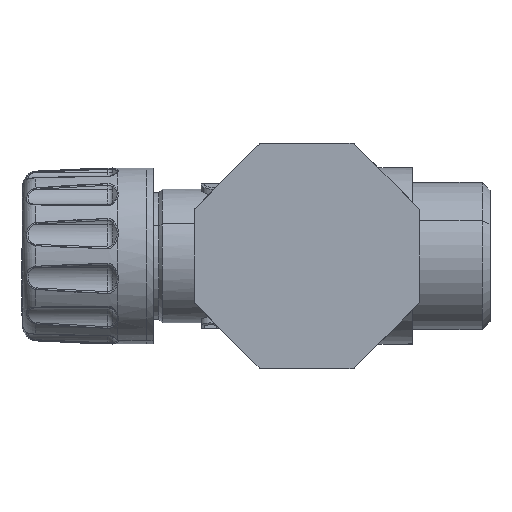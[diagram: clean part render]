
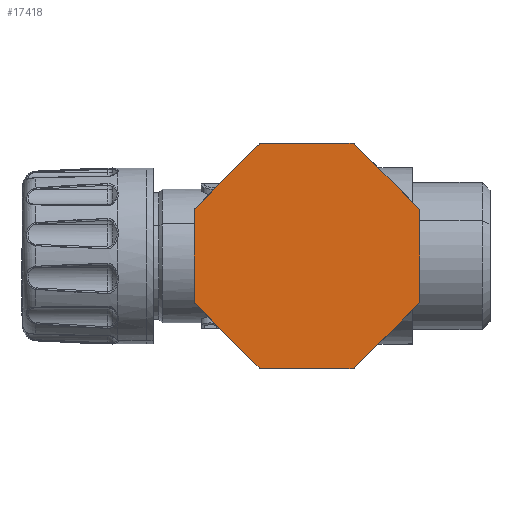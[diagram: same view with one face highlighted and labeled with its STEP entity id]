
A CAD part, left-side view. The second image highlights one B-rep face of the part: STEP entity #17418.
In plain terms, the highlighted planar face has unit normal (-1, 0, 0).
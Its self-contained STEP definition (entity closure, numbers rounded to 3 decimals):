
#16540=CARTESIAN_POINT('Vertex',(-29.,-6.774,15.854)) ;
#16556=CARTESIAN_POINT('Vertex',(-29.,-6.42,16.)) ;
#16559=CARTESIAN_POINT('Axis2P3D Location',(-29.,-6.42,15.5)) ;
#16580=CARTESIAN_POINT('Vertex',(-29.,6.774,-15.854)) ;
#16596=CARTESIAN_POINT('Vertex',(-29.,6.42,-16.)) ;
#16599=CARTESIAN_POINT('Axis2P3D Location',(-29.,6.42,-15.5)) ;
#16620=CARTESIAN_POINT('Vertex',(-29.,16.,-6.42)) ;
#16636=CARTESIAN_POINT('Vertex',(-29.,15.854,-6.774)) ;
#16639=CARTESIAN_POINT('Axis2P3D Location',(-29.,15.5,-6.42)) ;
#16662=CARTESIAN_POINT('Vertex',(-29.,6.42,16.)) ;
#16676=CARTESIAN_POINT('Vertex',(-29.,6.774,15.854)) ;
#16679=CARTESIAN_POINT('Axis2P3D Location',(-29.,6.42,15.5)) ;
#16700=CARTESIAN_POINT('Vertex',(-29.,15.854,6.774)) ;
#16716=CARTESIAN_POINT('Vertex',(-29.,16.,6.42)) ;
#16719=CARTESIAN_POINT('Axis2P3D Location',(-29.,15.5,6.42)) ;
#16740=CARTESIAN_POINT('Vertex',(-29.,-6.42,-16.)) ;
#16756=CARTESIAN_POINT('Vertex',(-29.,-6.774,-15.854)) ;
#16759=CARTESIAN_POINT('Axis2P3D Location',(-29.,-6.42,-15.5)) ;
#17222=CARTESIAN_POINT('Line Origine',(-29.,0.,16.)) ;
#17266=CARTESIAN_POINT('Vertex',(-29.,-15.854,6.774)) ;
#17288=CARTESIAN_POINT('Line Origine',(-29.,-11.314,11.314)) ;
#17341=CARTESIAN_POINT('Vertex',(-29.,-16.,6.42)) ;
#17344=CARTESIAN_POINT('Axis2P3D Location',(-29.,-15.5,6.42)) ;
#17356=CARTESIAN_POINT('Axis2P3D Location',(-29.,14.25,0.)) ;
#17361=CARTESIAN_POINT('Line Origine',(-29.,11.314,11.314)) ;
#17366=CARTESIAN_POINT('Line Origine',(-29.,16.,0.)) ;
#17371=CARTESIAN_POINT('Line Origine',(-29.,11.314,-11.314)) ;
#17376=CARTESIAN_POINT('Line Origine',(-29.,0.,-16.)) ;
#17381=CARTESIAN_POINT('Line Origine',(-29.,-11.314,-11.314)) ;
#17385=CARTESIAN_POINT('Vertex',(-29.,-15.854,-6.774)) ;
#17388=CARTESIAN_POINT('Axis2P3D Location',(-29.,-15.5,-6.42)) ;
#17392=CARTESIAN_POINT('Vertex',(-29.,-16.,-6.42)) ;
#17395=CARTESIAN_POINT('Line Origine',(-29.,-16.,0.)) ;
#16560=DIRECTION('Axis2P3D Direction',(1.,0.,0.)) ;
#16600=DIRECTION('Axis2P3D Direction',(1.,0.,0.)) ;
#16640=DIRECTION('Axis2P3D Direction',(1.,0.,0.)) ;
#16680=DIRECTION('Axis2P3D Direction',(1.,0.,-0.)) ;
#16720=DIRECTION('Axis2P3D Direction',(1.,0.,-0.)) ;
#16760=DIRECTION('Axis2P3D Direction',(1.,0.,0.)) ;
#17223=DIRECTION('Vector Direction',(0.,-1.,0.)) ;
#17289=DIRECTION('Vector Direction',(0.,-0.707,-0.707)) ;
#17345=DIRECTION('Axis2P3D Direction',(1.,0.,0.)) ;
#17357=DIRECTION('Axis2P3D Direction',(1.,0.,0.)) ;
#17358=DIRECTION('Axis2P3D XDirection',(0.,1.,0.)) ;
#17362=DIRECTION('Vector Direction',(0.,-0.707,0.707)) ;
#17367=DIRECTION('Vector Direction',(0.,0.,1.)) ;
#17372=DIRECTION('Vector Direction',(0.,0.707,0.707)) ;
#17377=DIRECTION('Vector Direction',(0.,1.,0.)) ;
#17382=DIRECTION('Vector Direction',(0.,0.707,-0.707)) ;
#17389=DIRECTION('Axis2P3D Direction',(1.,0.,0.)) ;
#17396=DIRECTION('Vector Direction',(0.,0.,-1.)) ;
#16561=AXIS2_PLACEMENT_3D('Circle Axis2P3D',#16559,#16560,$) ;
#16601=AXIS2_PLACEMENT_3D('Circle Axis2P3D',#16599,#16600,$) ;
#16641=AXIS2_PLACEMENT_3D('Circle Axis2P3D',#16639,#16640,$) ;
#16681=AXIS2_PLACEMENT_3D('Circle Axis2P3D',#16679,#16680,$) ;
#16721=AXIS2_PLACEMENT_3D('Circle Axis2P3D',#16719,#16720,$) ;
#16761=AXIS2_PLACEMENT_3D('Circle Axis2P3D',#16759,#16760,$) ;
#17346=AXIS2_PLACEMENT_3D('Circle Axis2P3D',#17344,#17345,$) ;
#17359=AXIS2_PLACEMENT_3D('Plane Axis2P3D',#17356,#17357,#17358) ;
#17390=AXIS2_PLACEMENT_3D('Circle Axis2P3D',#17388,#17389,$) ;
#17401=ORIENTED_EDGE('',*,*,#17226,.F.) ;
#17402=ORIENTED_EDGE('',*,*,#16683,.T.) ;
#17403=ORIENTED_EDGE('',*,*,#17365,.F.) ;
#17404=ORIENTED_EDGE('',*,*,#16723,.T.) ;
#17405=ORIENTED_EDGE('',*,*,#17370,.F.) ;
#17406=ORIENTED_EDGE('',*,*,#16643,.T.) ;
#17407=ORIENTED_EDGE('',*,*,#17375,.F.) ;
#17408=ORIENTED_EDGE('',*,*,#16603,.T.) ;
#17409=ORIENTED_EDGE('',*,*,#17380,.F.) ;
#17410=ORIENTED_EDGE('',*,*,#16763,.T.) ;
#17411=ORIENTED_EDGE('',*,*,#17387,.F.) ;
#17412=ORIENTED_EDGE('',*,*,#17394,.T.) ;
#17413=ORIENTED_EDGE('',*,*,#17399,.F.) ;
#17414=ORIENTED_EDGE('',*,*,#17348,.T.) ;
#17415=ORIENTED_EDGE('',*,*,#17292,.F.) ;
#17416=ORIENTED_EDGE('',*,*,#16563,.T.) ;
#17224=VECTOR('Line Direction',#17223,1.) ;
#17290=VECTOR('Line Direction',#17289,1.) ;
#17363=VECTOR('Line Direction',#17362,1.) ;
#17368=VECTOR('Line Direction',#17367,1.) ;
#17373=VECTOR('Line Direction',#17372,1.) ;
#17378=VECTOR('Line Direction',#17377,1.) ;
#17383=VECTOR('Line Direction',#17382,1.) ;
#17397=VECTOR('Line Direction',#17396,1.) ;
#17418=ADVANCED_FACE('PartBody',(#17417),#17360,.F.) ;
#16562=CIRCLE('generated circle',#16561,0.5) ;
#16602=CIRCLE('generated circle',#16601,0.5) ;
#16642=CIRCLE('generated circle',#16641,0.5) ;
#16682=CIRCLE('generated circle',#16681,0.5) ;
#16722=CIRCLE('generated circle',#16721,0.5) ;
#16762=CIRCLE('generated circle',#16761,0.5) ;
#17347=CIRCLE('generated circle',#17346,0.5) ;
#17391=CIRCLE('generated circle',#17390,0.5) ;
#16563=EDGE_CURVE('',#16541,#16557,#16562,.F.) ;
#16603=EDGE_CURVE('',#16581,#16597,#16602,.F.) ;
#16643=EDGE_CURVE('',#16621,#16637,#16642,.F.) ;
#16683=EDGE_CURVE('',#16663,#16677,#16682,.F.) ;
#16723=EDGE_CURVE('',#16701,#16717,#16722,.F.) ;
#16763=EDGE_CURVE('',#16741,#16757,#16762,.F.) ;
#17226=EDGE_CURVE('',#16663,#16557,#17225,.T.) ;
#17292=EDGE_CURVE('',#16541,#17267,#17291,.T.) ;
#17348=EDGE_CURVE('',#17342,#17267,#17347,.F.) ;
#17365=EDGE_CURVE('',#16701,#16677,#17364,.T.) ;
#17370=EDGE_CURVE('',#16621,#16717,#17369,.T.) ;
#17375=EDGE_CURVE('',#16581,#16637,#17374,.T.) ;
#17380=EDGE_CURVE('',#16741,#16597,#17379,.T.) ;
#17387=EDGE_CURVE('',#17386,#16757,#17384,.T.) ;
#17394=EDGE_CURVE('',#17386,#17393,#17391,.F.) ;
#17399=EDGE_CURVE('',#17342,#17393,#17398,.T.) ;
#17400=EDGE_LOOP('',(#17401,#17402,#17403,#17404,#17405,#17406,#17407,#17408,#17409,#17410,#17411,#17412,#17413,#17414,#17415,#17416)) ;
#17417=FACE_OUTER_BOUND('',#17400,.T.) ;
#17225=LINE('Line',#17222,#17224) ;
#17291=LINE('Line',#17288,#17290) ;
#17364=LINE('Line',#17361,#17363) ;
#17369=LINE('Line',#17366,#17368) ;
#17374=LINE('Line',#17371,#17373) ;
#17379=LINE('Line',#17376,#17378) ;
#17384=LINE('Line',#17381,#17383) ;
#17398=LINE('Line',#17395,#17397) ;
#17360=PLANE('',#17359) ;
#16541=VERTEX_POINT('',#16540) ;
#16557=VERTEX_POINT('',#16556) ;
#16581=VERTEX_POINT('',#16580) ;
#16597=VERTEX_POINT('',#16596) ;
#16621=VERTEX_POINT('',#16620) ;
#16637=VERTEX_POINT('',#16636) ;
#16663=VERTEX_POINT('',#16662) ;
#16677=VERTEX_POINT('',#16676) ;
#16701=VERTEX_POINT('',#16700) ;
#16717=VERTEX_POINT('',#16716) ;
#16741=VERTEX_POINT('',#16740) ;
#16757=VERTEX_POINT('',#16756) ;
#17267=VERTEX_POINT('',#17266) ;
#17342=VERTEX_POINT('',#17341) ;
#17386=VERTEX_POINT('',#17385) ;
#17393=VERTEX_POINT('',#17392) ;
